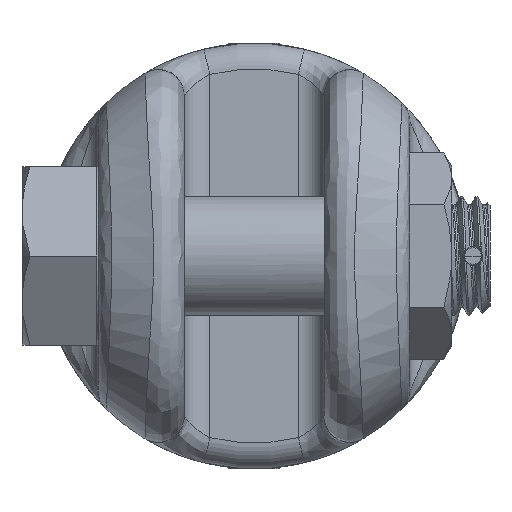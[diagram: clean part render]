
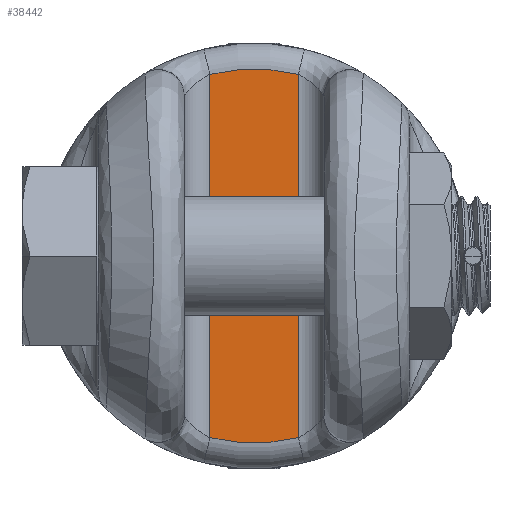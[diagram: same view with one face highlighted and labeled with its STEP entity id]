
A CAD part, front view. The second image highlights one B-rep face of the part: STEP entity #38442.
In plain terms, the highlighted planar face has unit normal (0, -1, 0).
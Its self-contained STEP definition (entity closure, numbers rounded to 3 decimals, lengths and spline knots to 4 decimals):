
#15757=DIRECTION('',(0.,0.,-1.));
#15758=VECTOR('',#15757,2.6721);
#15759=CARTESIAN_POINT('',(-0.325,-6.032,
1.336));
#15760=LINE('',#15759,#15758);
#15761=CARTESIAN_POINT('',(-0.325,-6.032,
1.336));
#15839=CARTESIAN_POINT('',(0.,-6.032,0.));
#15840=DIRECTION('',(0.,-1.,0.));
#15841=DIRECTION('',(0.236,0.,0.972));
#15842=AXIS2_PLACEMENT_3D('',#15839,#15840,#15841);
#15854=CARTESIAN_POINT('',(0.,-6.032,0.));
#15855=DIRECTION('',(0.,-1.,0.));
#15856=DIRECTION('',(-0.236,0.,-0.972));
#15857=AXIS2_PLACEMENT_3D('',#15854,#15855,#15856);
#15869=CARTESIAN_POINT('',(0.325,-6.032,
-1.336));
#15938=DIRECTION('',(0.,0.,-1.));
#15939=VECTOR('',#15938,2.6721);
#15940=CARTESIAN_POINT('',(0.325,-6.032,
1.336));
#15941=LINE('',#15940,#15939);
#15968=CARTESIAN_POINT('',(0.325,-6.032,
1.336));
#23449=VERTEX_POINT('',#15968);
#23462=VERTEX_POINT('',#15869);
#23464=CARTESIAN_POINT('',(-0.325,-6.032,-1.336));
#23465=VERTEX_POINT('',#23464);
#23480=VERTEX_POINT('',#15761);
#38429=CARTESIAN_POINT('',(0.515,-6.032,1.878));
#38430=DIRECTION('',(0.,1.,0.));
#38431=DIRECTION('',(-1.,0.,0.));
#38432=AXIS2_PLACEMENT_3D('',#38429,#38430,#38431);
#38433=PLANE('',#38432);
#38435=ORIENTED_EDGE('',*,*,#38434,.F.);
#38436=ORIENTED_EDGE('',*,*,#38332,.F.);
#38437=ORIENTED_EDGE('',*,*,#38420,.F.);
#38439=ORIENTED_EDGE('',*,*,#38438,.T.);
#38440=EDGE_LOOP('',(#38435,#38436,#38437,#38439));
#38441=FACE_OUTER_BOUND('',#38440,.F.);
#38442=ADVANCED_FACE('',(#38441),#38433,.F.);
#15843=CIRCLE('',#15842,1.375);
#15858=CIRCLE('',#15857,1.375);
#38332=EDGE_CURVE('',#23480,#23465,#15760,.T.);
#38420=EDGE_CURVE('',#23449,#23480,#15843,.T.);
#38434=EDGE_CURVE('',#23465,#23462,#15858,.T.);
#38438=EDGE_CURVE('',#23449,#23462,#15941,.T.);
